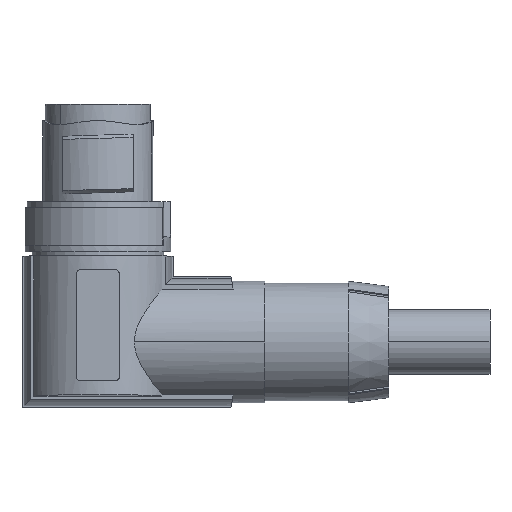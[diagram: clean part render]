
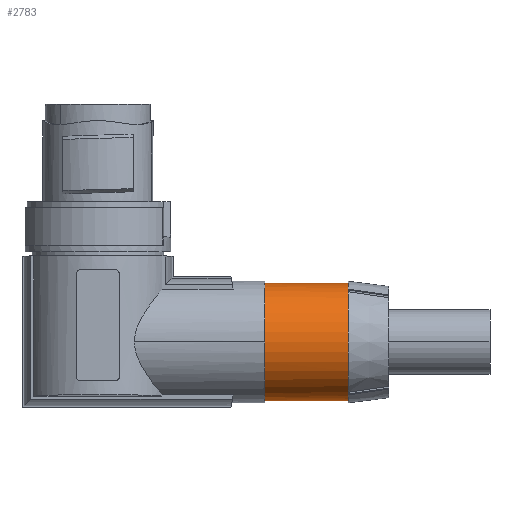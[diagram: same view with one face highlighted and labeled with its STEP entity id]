
A CAD part, top view. The second image highlights one B-rep face of the part: STEP entity #2783.
In plain terms, the highlighted cylindrical face has radius 5.8 mm (diameter 11.6 mm), a partial arc.
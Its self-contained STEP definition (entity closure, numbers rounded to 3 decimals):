
#93=CARTESIAN_POINT('',(-4.,-4.964,3.));
#100=CARTESIAN_POINT('',(-4.,0.,0.));
#101=DIRECTION('',(1.,0.,0.));
#102=DIRECTION('',(0.,0.856,0.517));
#103=AXIS2_PLACEMENT_3D('',#100,#101,#102);
#117=CARTESIAN_POINT('',(-4.,0.,0.));
#118=DIRECTION('',(1.,0.,0.));
#119=DIRECTION('',(0.,1.,0.));
#120=AXIS2_PLACEMENT_3D('',#117,#118,#119);
#154=DIRECTION('',(-1.,0.,0.));
#155=VECTOR('',#154,8.25);
#156=CARTESIAN_POINT('',(-4.,5.8,0.));
#157=LINE('',#156,#155);
#163=CARTESIAN_POINT('',(-4.,0.,0.));
#164=DIRECTION('',(1.,0.,0.));
#165=DIRECTION('',(0.,-0.856,0.517));
#166=AXIS2_PLACEMENT_3D('',#163,#164,#165);
#195=DIRECTION('',(-1.,0.,0.));
#196=VECTOR('',#195,8.25);
#197=CARTESIAN_POINT('',(-4.,-5.8,0.));
#198=LINE('',#197,#196);
#214=CARTESIAN_POINT('',(-12.25,0.,0.));
#215=DIRECTION('',(-1.,0.,0.));
#216=DIRECTION('',(0.,-1.,0.));
#217=AXIS2_PLACEMENT_3D('',#214,#215,#216);
#2144=CARTESIAN_POINT('',(-4.,5.8,0.));
#2146=VERTEX_POINT('',#2144);
#2153=CARTESIAN_POINT('',(-4.,4.964,3.));
#2154=VERTEX_POINT('',#2153);
#2155=CARTESIAN_POINT('',(-4.,-5.8,0.));
#2156=CARTESIAN_POINT('',(-12.25,-5.8,0.));
#2157=VERTEX_POINT('',#2155);
#2158=VERTEX_POINT('',#2156);
#2161=CARTESIAN_POINT('',(-12.25,5.8,0.));
#2162=VERTEX_POINT('',#2161);
#2539=VERTEX_POINT('',#93);
#2766=CARTESIAN_POINT('',(-10.25,0.,0.));
#2767=DIRECTION('',(1.,0.,0.));
#2768=DIRECTION('',(0.,1.,0.));
#2769=AXIS2_PLACEMENT_3D('',#2766,#2767,#2768);
#2770=CYLINDRICAL_SURFACE('',#2769,5.8);
#2771=ORIENTED_EDGE('',*,*,#2750,.T.);
#2772=ORIENTED_EDGE('',*,*,#2712,.T.);
#2774=ORIENTED_EDGE('',*,*,#2773,.T.);
#2776=ORIENTED_EDGE('',*,*,#2775,.T.);
#2778=ORIENTED_EDGE('',*,*,#2777,.T.);
#2780=ORIENTED_EDGE('',*,*,#2779,.F.);
#2781=EDGE_LOOP('',(#2771,#2772,#2774,#2776,#2778,#2780));
#2782=FACE_OUTER_BOUND('',#2781,.F.);
#2783=ADVANCED_FACE('',(#2782),#2770,.T.);
#104=CIRCLE('',#103,5.8);
#121=CIRCLE('',#120,5.8);
#167=CIRCLE('',#166,5.8);
#218=CIRCLE('',#217,5.8);
#2712=EDGE_CURVE('',#2154,#2539,#104,.T.);
#2750=EDGE_CURVE('',#2146,#2154,#121,.T.);
#2773=EDGE_CURVE('',#2539,#2157,#167,.T.);
#2775=EDGE_CURVE('',#2157,#2158,#198,.T.);
#2777=EDGE_CURVE('',#2158,#2162,#218,.T.);
#2779=EDGE_CURVE('',#2146,#2162,#157,.T.);
